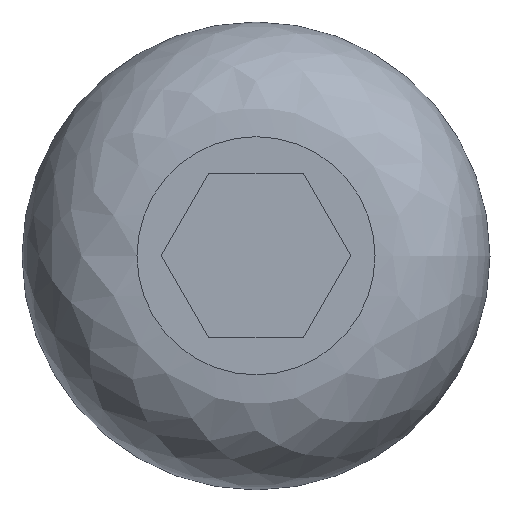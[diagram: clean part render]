
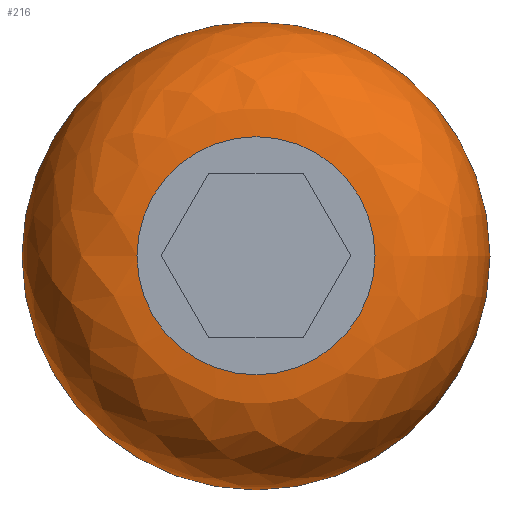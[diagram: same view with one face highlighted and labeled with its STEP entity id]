
A CAD part, top view. The second image highlights one B-rep face of the part: STEP entity #216.
In plain terms, the highlighted free-form (B-spline) face has degree [3, 2] with [4, 9] control points.
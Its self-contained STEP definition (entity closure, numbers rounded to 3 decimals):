
#14=B_SPLINE_CURVE_WITH_KNOTS('',3,(#365,#366,#367,#368),.UNSPECIFIED.,
 .F.,.F.,(4,4),(0.,1.),.UNSPECIFIED.);
#15=(
BOUNDED_SURFACE()
B_SPLINE_SURFACE(3,2,((#327,#328,#329,#330,#331,#332,#333,#334,#335),(#336,
#337,#338,#339,#340,#341,#342,#343,#344),(#345,#346,#347,#348,#349,#350,
#351,#352,#353),(#354,#355,#356,#357,#358,#359,#360,#361,#362)),
 .UNSPECIFIED.,.F.,.T.,.F.)
B_SPLINE_SURFACE_WITH_KNOTS((4,4),(3,2,2,2,3),(0.,1.),(0.,1.571,
3.142,4.712,6.283),.UNSPECIFIED.)
GEOMETRIC_REPRESENTATION_ITEM()
RATIONAL_B_SPLINE_SURFACE(((1.,0.707,1.,0.707,1.,
0.707,1.,0.707,1.),(1.,0.707,1.,0.707,
1.,0.707,1.,0.707,1.),(1.,0.707,1.,
0.707,1.,0.707,1.,0.707,1.),(1.,0.707,
1.,0.707,1.,0.707,1.,0.707,1.)))
REPRESENTATION_ITEM('')
SURFACE()
);
#64=FACE_OUTER_BOUND('',#78,.T.);
#78=EDGE_LOOP('',(#147,#148,#149,#150));
#91=CIRCLE('',#246,2.85);
#92=CIRCLE('',#247,1.45);
#96=VERTEX_POINT('',#325);
#97=VERTEX_POINT('',#363);
#115=EDGE_CURVE('',#96,#96,#91,.T.);
#116=EDGE_CURVE('',#97,#97,#92,.T.);
#117=EDGE_CURVE('',#97,#96,#14,.T.);
#147=ORIENTED_EDGE('',*,*,#116,.F.);
#148=ORIENTED_EDGE('',*,*,#117,.T.);
#149=ORIENTED_EDGE('',*,*,#115,.T.);
#150=ORIENTED_EDGE('',*,*,#117,.F.);
#216=ADVANCED_FACE('',(#64),#15,.F.);
#246=AXIS2_PLACEMENT_3D('',#326,#274,#275);
#247=AXIS2_PLACEMENT_3D('',#364,#276,#277);
#274=DIRECTION('center_axis',(0.,0.,1.));
#275=DIRECTION('ref_axis',(1.,0.,0.));
#276=DIRECTION('center_axis',(0.,0.,1.));
#277=DIRECTION('ref_axis',(1.,0.,0.));
#325=CARTESIAN_POINT('',(2.85,0.,0.));
#326=CARTESIAN_POINT('Origin',(0.,0.,0.));
#327=CARTESIAN_POINT('Ctrl Pts',(1.45,0.,1.65));
#328=CARTESIAN_POINT('Ctrl Pts',(1.45,-1.45,1.65));
#329=CARTESIAN_POINT('Ctrl Pts',(0.,-1.45,1.65));
#330=CARTESIAN_POINT('Ctrl Pts',(-1.45,-1.45,1.65));
#331=CARTESIAN_POINT('Ctrl Pts',(-1.45,0.,1.65));
#332=CARTESIAN_POINT('Ctrl Pts',(-1.45,1.45,1.65));
#333=CARTESIAN_POINT('Ctrl Pts',(0.,1.45,1.65));
#334=CARTESIAN_POINT('Ctrl Pts',(1.45,1.45,1.65));
#335=CARTESIAN_POINT('Ctrl Pts',(1.45,0.,1.65));
#336=CARTESIAN_POINT('Ctrl Pts',(2.16,0.,1.656));
#337=CARTESIAN_POINT('Ctrl Pts',(2.16,-2.16,1.656));
#338=CARTESIAN_POINT('Ctrl Pts',(0.,-2.16,1.656));
#339=CARTESIAN_POINT('Ctrl Pts',(-2.16,-2.16,1.656));
#340=CARTESIAN_POINT('Ctrl Pts',(-2.16,0.,1.656));
#341=CARTESIAN_POINT('Ctrl Pts',(-2.16,2.16,1.656));
#342=CARTESIAN_POINT('Ctrl Pts',(0.,2.16,1.656));
#343=CARTESIAN_POINT('Ctrl Pts',(2.16,2.16,1.656));
#344=CARTESIAN_POINT('Ctrl Pts',(2.16,0.,1.656));
#345=CARTESIAN_POINT('Ctrl Pts',(2.847,0.,1.079));
#346=CARTESIAN_POINT('Ctrl Pts',(2.847,-2.847,1.079));
#347=CARTESIAN_POINT('Ctrl Pts',(0.,-2.847,1.079));
#348=CARTESIAN_POINT('Ctrl Pts',(-2.847,-2.847,1.079));
#349=CARTESIAN_POINT('Ctrl Pts',(-2.847,0.,1.079));
#350=CARTESIAN_POINT('Ctrl Pts',(-2.847,2.847,1.079));
#351=CARTESIAN_POINT('Ctrl Pts',(0.,2.847,1.079));
#352=CARTESIAN_POINT('Ctrl Pts',(2.847,2.847,1.079));
#353=CARTESIAN_POINT('Ctrl Pts',(2.847,0.,1.079));
#354=CARTESIAN_POINT('Ctrl Pts',(2.85,0.,0.));
#355=CARTESIAN_POINT('Ctrl Pts',(2.85,-2.85,0.));
#356=CARTESIAN_POINT('Ctrl Pts',(0.,-2.85,0.));
#357=CARTESIAN_POINT('Ctrl Pts',(-2.85,-2.85,0.));
#358=CARTESIAN_POINT('Ctrl Pts',(-2.85,0.,0.));
#359=CARTESIAN_POINT('Ctrl Pts',(-2.85,2.85,0.));
#360=CARTESIAN_POINT('Ctrl Pts',(0.,2.85,0.));
#361=CARTESIAN_POINT('Ctrl Pts',(2.85,2.85,0.));
#362=CARTESIAN_POINT('Ctrl Pts',(2.85,0.,0.));
#363=CARTESIAN_POINT('',(1.45,0.,1.65));
#364=CARTESIAN_POINT('Origin',(0.,0.,1.65));
#365=CARTESIAN_POINT('Ctrl Pts',(1.45,0.,1.65));
#366=CARTESIAN_POINT('Ctrl Pts',(2.16,0.,1.656));
#367=CARTESIAN_POINT('Ctrl Pts',(2.847,0.,1.079));
#368=CARTESIAN_POINT('Ctrl Pts',(2.85,0.,0.));
